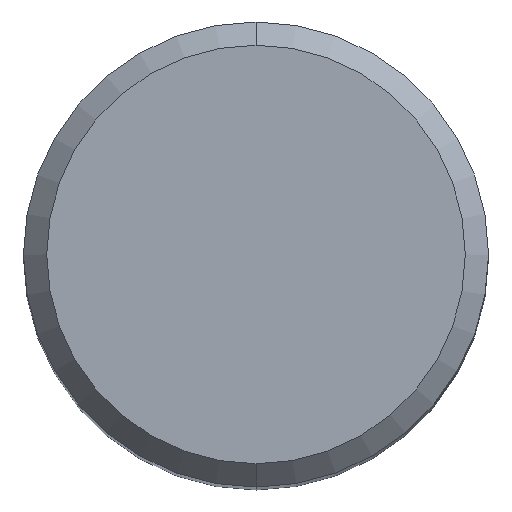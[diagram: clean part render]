
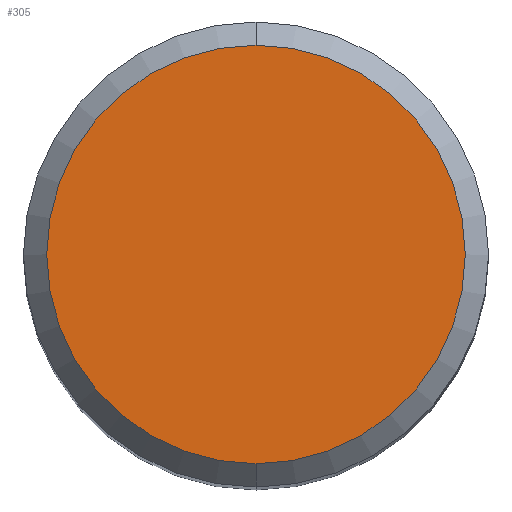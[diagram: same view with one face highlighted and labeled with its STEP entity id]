
A CAD part, top view. The second image highlights one B-rep face of the part: STEP entity #305.
In plain terms, the highlighted planar face has unit normal (0, 0, 1).
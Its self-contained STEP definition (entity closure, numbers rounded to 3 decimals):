
#285=VERTEX_POINT('',#587);
#305=ADVANCED_FACE('',(#609),#610,.T.);
#331=EDGE_CURVE('',#285,#369,#641,.T.);
#369=VERTEX_POINT('',#681);
#379=EDGE_CURVE('',#369,#285,#692,.T.);
#587=CARTESIAN_POINT('',(0.0,5.4,0.0));
#609=FACE_OUTER_BOUND('',#1055,.T.);
#610=PLANE('',#1056);
#641=CIRCLE('',#1105,5.4);
#681=CARTESIAN_POINT('',(0.,-5.4,0.0));
#692=CIRCLE('',#1210,5.4);
#1055=EDGE_LOOP('',(#1611,#1612));
#1056=AXIS2_PLACEMENT_3D('',#1613,#1614,#1615);
#1105=AXIS2_PLACEMENT_3D('',#1662,#1663,#1664);
#1210=AXIS2_PLACEMENT_3D('',#1709,#1710,#1711);
#1611=ORIENTED_EDGE('',*,*,#331,.F.);
#1612=ORIENTED_EDGE('',*,*,#379,.F.);
#1613=CARTESIAN_POINT('',(0.0,2.7,0.0));
#1614=DIRECTION('',(-0.0,0.0,1.0));
#1615=DIRECTION('',(0.0,-1.0,0.0));
#1662=CARTESIAN_POINT('',(0.0,0.0,0.0));
#1663=DIRECTION('',(0.0,0.0,-1.0));
#1664=DIRECTION('',(0.0,1.0,0.0));
#1709=CARTESIAN_POINT('',(0.0,0.0,0.0));
#1710=DIRECTION('',(0.0,0.0,-1.0));
#1711=DIRECTION('',(0.0,1.0,0.0));
